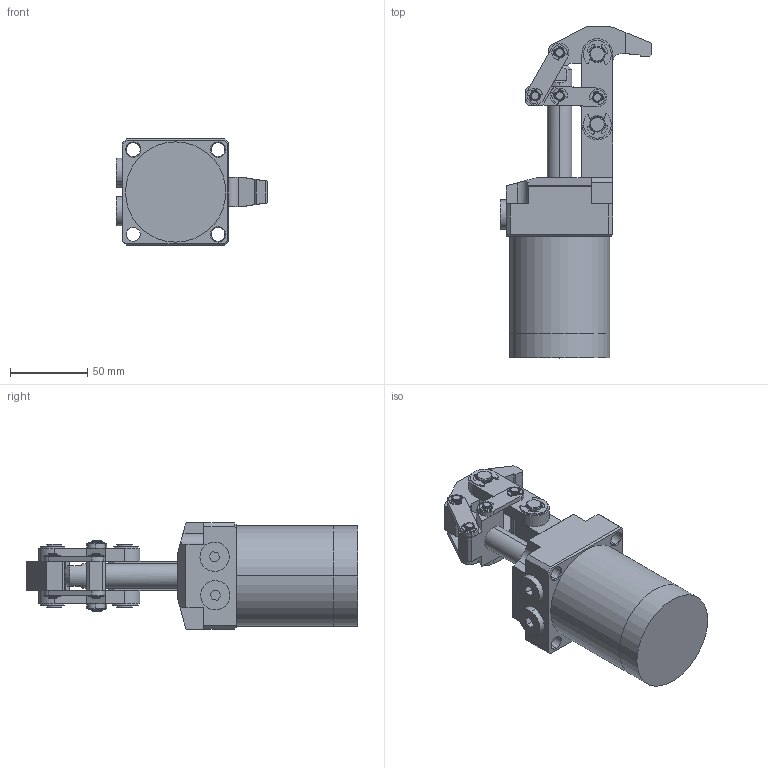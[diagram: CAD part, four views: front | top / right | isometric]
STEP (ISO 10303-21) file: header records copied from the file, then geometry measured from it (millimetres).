
FILE_DESCRIPTION (( 'STEP AP214' ), '1' );
FILE_NAME ('CLF5H-40连杆油压缸三维图.STEP', '2019-03-30T07:56:32', ( '' ), ( '' ), 'SwSTEP 2.0', 'SolidWorks 2016', '' );
FILE_SCHEMA (( 'AUTOMOTIVE_DESIGN' ));
Length unit declared in the file: millimetre
Products named in the file (15): 40蟀裝3; 40蟀裝2; 40蟀裝1; 40活塞杆; 囀鞠褒黑芛郔陔1-4; 40綴裔; 40掛极; CLF5H-40连杆油压缸三维图; 开口挡圈5-0.6; 开口挡圈9-1; 40种粣3; 40种粣2; 40种粣1; 40揤旋; 40蟀裝4
Assembly tree (31 placements, depth 2):
  CLF5H-40连杆油压缸三维图
    40掛极
    40綴裔
    囀鞠褒黑芛郔陔1-4  x2
    40活塞杆
    40蟀裝1  x2
    40蟀裝2
    40蟀裝3  x2
    40蟀裝4  x2
    40揤旋
    40种粣1  x2
    40种粣2  x2
    40种粣3  x2
    开口挡圈9-1  x4
    开口挡圈5-0.6  x8
Bounding box: 98.23 x 215.29 x 69 mm (x, y, z)
Volume: 453149.1 mm3; surface area: 103440.1 mm2
Topology: 31 solids, 31 shells, 866 faces, 2192 edges, 1421 vertices
Faces by surface type: cylinder 458, plane 263, cone 131, bspline 12, torus 2
Entity records: 18471 total; most frequent: CARTESIAN_POINT 7830, DIRECTION 2228, ORIENTED_EDGE 1974, EDGE_CURVE 987, AXIS2_PLACEMENT_3D 859, VERTEX_POINT 631, LINE 510, VECTOR 510
